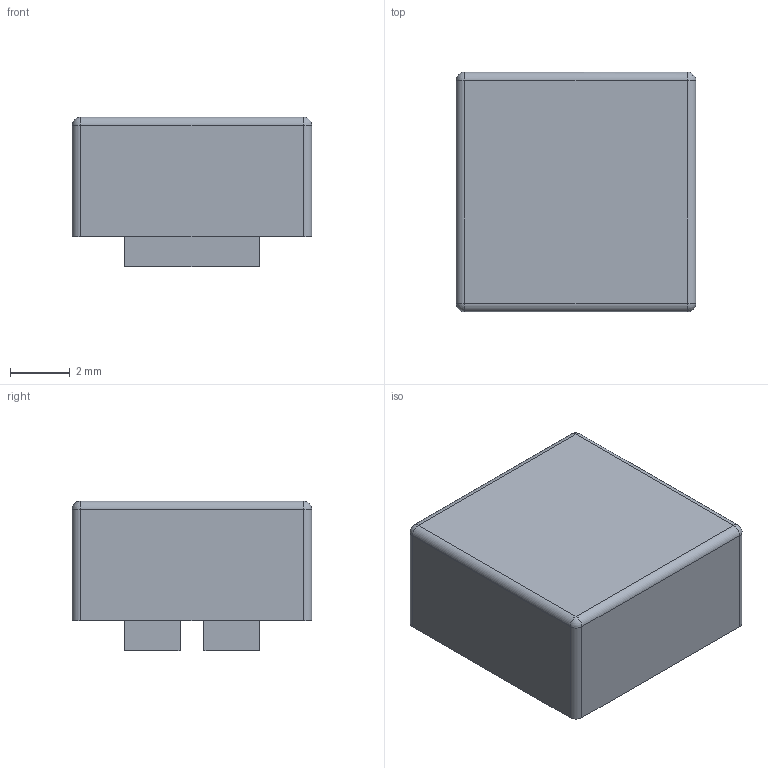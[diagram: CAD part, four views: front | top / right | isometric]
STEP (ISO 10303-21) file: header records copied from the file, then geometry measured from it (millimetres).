
FILE_DESCRIPTION((' '),'2;1');
FILE_NAME('6Jxxx.stp','2017-07-28T16:03:45',(' '),(' '),' ','ACIS',' ');
FILE_SCHEMA(('CONFIG_CONTROL_DESIGN'));
Length unit declared in the file: inch
Products named in the file (1): 6Jxxx.stp
Bounding box: 8 x 8 x 5 mm (x, y, z)
Volume: 123.8 mm3; surface area: 486.6 mm2
Topology: 1 solids, 1 shells, 50 faces, 123 edges, 78 vertices
Faces by surface type: plane 30, cylinder 16, sphere 4
Entity records: 1549 total; most frequent: DIRECTION 254, CARTESIAN_POINT 247, ORIENTED_EDGE 240, EDGE_CURVE 120, VECTOR 88, LINE 88, AXIS2_PLACEMENT_3D 83, VERTEX_POINT 76
